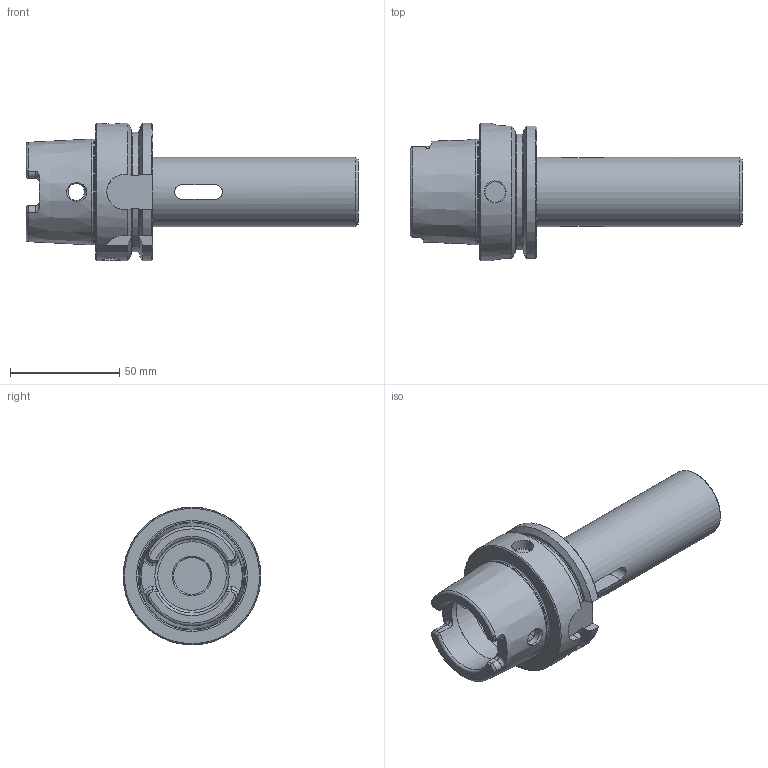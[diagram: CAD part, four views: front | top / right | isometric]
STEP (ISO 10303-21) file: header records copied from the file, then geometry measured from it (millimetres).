
FILE_DESCRIPTION( ( 'Unknown' ), '1' );
FILE_NAME( '256380250-A.stp', 'Unknown', ( 'Unknown' ), ( 'Unknown' ), 'PSStep 15.0.49', 'Unknown', ' ' );
FILE_SCHEMA( ( 'AUTOMOTIVE_DESIGN { 1 0 10303 214 1 1 1 1 }' ) );
Length unit declared in the file: millimetre
Products named in the file (1): 1
Bounding box: 152 x 63 x 63 mm (x, y, z)
Volume: 139070.7 mm3; surface area: 36038.2 mm2
Topology: 1 solids, 1 shells, 129 faces, 350 edges, 224 vertices
Faces by surface type: plane 46, cylinder 35, cone 28, torus 20
Full cylindrical faces by diameter (mm): 7.5 x2, 8.5 x1, 10 x1, 14.9 x1, 16.917 x1, 20 x1, 32 x1, 34 x2, 40 x1, 48.129 x1, 63 x1
Entity records: 5952 total; most frequent: CARTESIAN_POINT 1980, ORIENTED_EDGE 600, DIRECTION 568, EDGE_CURVE 300, AXIS2_PLACEMENT_3D 232, VERTEX_POINT 210, EDGE_LOOP 173, FACE_OUTER_BOUND 150
